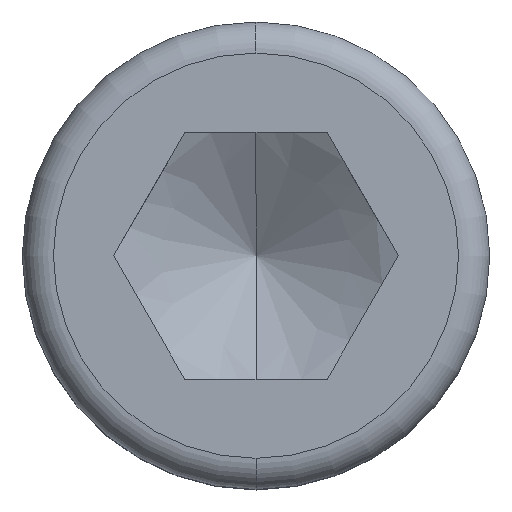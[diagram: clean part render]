
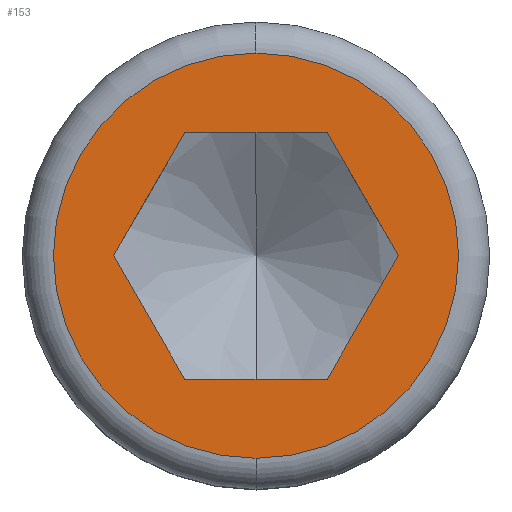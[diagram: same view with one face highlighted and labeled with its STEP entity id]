
A CAD part, top view. The second image highlights one B-rep face of the part: STEP entity #153.
In plain terms, the highlighted planar face has unit normal (0, 0, 1).
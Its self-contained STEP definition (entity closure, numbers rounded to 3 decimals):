
#153=ADVANCED_FACE('',(#390,#391),#392,.T.);
#159=VERTEX_POINT('',#398);
#183=EDGE_CURVE('',#215,#273,#424,.T.);
#195=EDGE_CURVE('',#275,#251,#438,.T.);
#215=VERTEX_POINT('',#459);
#227=EDGE_CURVE('',#231,#323,#471,.T.);
#231=VERTEX_POINT('',#475);
#237=EDGE_CURVE('',#251,#231,#482,.T.);
#251=VERTEX_POINT('',#498);
#259=EDGE_CURVE('',#273,#215,#507,.T.);
#261=EDGE_CURVE('',#317,#275,#509,.T.);
#273=VERTEX_POINT('',#523);
#275=VERTEX_POINT('',#525);
#307=EDGE_CURVE('',#159,#317,#561,.T.);
#317=VERTEX_POINT('',#572);
#323=VERTEX_POINT('',#578);
#355=EDGE_CURVE('',#323,#159,#616,.T.);
#390=FACE_BOUND('',#643,.T.);
#391=FACE_OUTER_BOUND('',#644,.T.);
#392=PLANE('',#645);
#398=CARTESIAN_POINT('',(5.485,-9.5,24.));
#424=CIRCLE('',#691,15.6);
#438=LINE('',#708,#709);
#459=CARTESIAN_POINT('',(0.,-15.6,24.0));
#471=LINE('',#782,#783);
#475=CARTESIAN_POINT('',(5.485,9.5,24.));
#482=LINE('',#796,#797);
#498=CARTESIAN_POINT('',(-5.485,9.5,24.));
#507=CIRCLE('',#836,15.6);
#509=LINE('',#839,#840);
#523=CARTESIAN_POINT('',(0.,15.6,24.0));
#525=CARTESIAN_POINT('',(-10.97,0.0,24.));
#561=LINE('',#912,#913);
#572=CARTESIAN_POINT('',(-5.485,-9.5,24.));
#578=CARTESIAN_POINT('',(10.97,0.,24.));
#616=LINE('',#1010,#1011);
#643=EDGE_LOOP('',(#1035,#1036,#1037,#1038,#1039,#1040));
#644=EDGE_LOOP('',(#1041,#1042));
#645=AXIS2_PLACEMENT_3D('',#1043,#1044,#1045);
#691=AXIS2_PLACEMENT_3D('',#1080,#1081,#1082);
#708=CARTESIAN_POINT('',(-6.856,7.125,24.));
#709=VECTOR('',#1106,1.0);
#782=CARTESIAN_POINT('',(9.599,2.375,24.));
#783=VECTOR('',#1122,1.0);
#796=CARTESIAN_POINT('',(2.742,9.5,24.));
#797=VECTOR('',#1134,1.0);
#836=AXIS2_PLACEMENT_3D('',#1168,#1169,#1170);
#839=CARTESIAN_POINT('',(-9.599,-2.375,24.));
#840=VECTOR('',#1171,1.0);
#912=CARTESIAN_POINT('',(-2.742,-9.5,24.));
#913=VECTOR('',#1231,1.0);
#1010=CARTESIAN_POINT('',(6.856,-7.125,24.));
#1011=VECTOR('',#1292,1.0);
#1035=ORIENTED_EDGE('',*,*,#261,.T.);
#1036=ORIENTED_EDGE('',*,*,#195,.T.);
#1037=ORIENTED_EDGE('',*,*,#237,.T.);
#1038=ORIENTED_EDGE('',*,*,#227,.T.);
#1039=ORIENTED_EDGE('',*,*,#355,.T.);
#1040=ORIENTED_EDGE('',*,*,#307,.T.);
#1041=ORIENTED_EDGE('',*,*,#183,.T.);
#1042=ORIENTED_EDGE('',*,*,#259,.T.);
#1043=CARTESIAN_POINT('',(0.,-14.485,24.0));
#1044=DIRECTION('',(0.0,0.0,1.0));
#1045=DIRECTION('',(0.,-1.0,0.0));
#1080=CARTESIAN_POINT('',(0.,0.,24.0));
#1081=DIRECTION('',(0.0,0.0,1.0));
#1082=DIRECTION('',(-1.0,0.0,0.0));
#1106=DIRECTION('',(0.5,0.866,0.0));
#1122=DIRECTION('',(0.5,-0.866,0.0));
#1134=DIRECTION('',(1.0,0.0,0.0));
#1168=CARTESIAN_POINT('',(0.,0.,24.0));
#1169=DIRECTION('',(0.0,0.0,1.0));
#1170=DIRECTION('',(-1.0,0.0,0.0));
#1171=DIRECTION('',(-0.5,0.866,0.0));
#1231=DIRECTION('',(-1.0,0.0,0.0));
#1292=DIRECTION('',(-0.5,-0.866,0.0));
